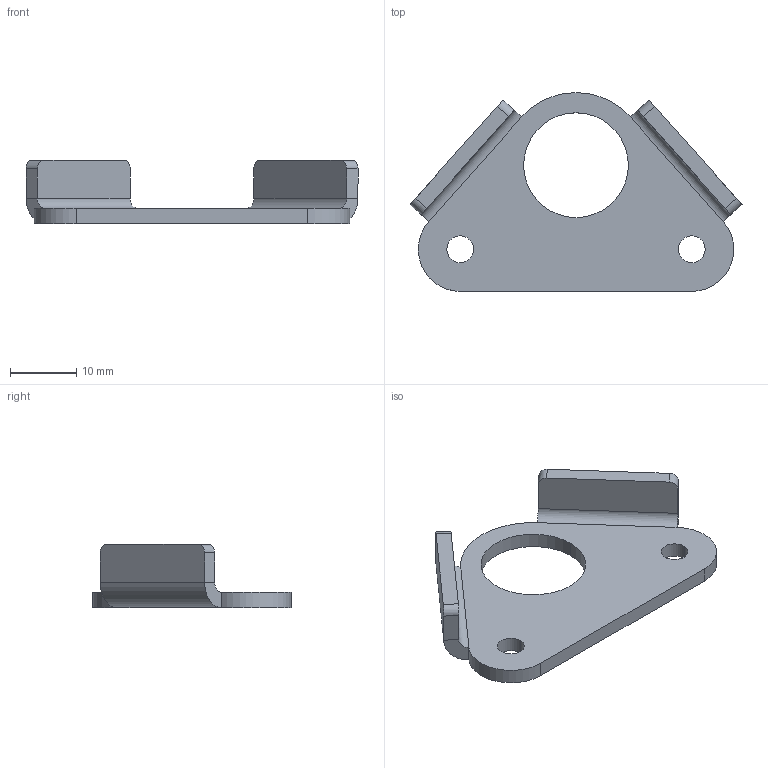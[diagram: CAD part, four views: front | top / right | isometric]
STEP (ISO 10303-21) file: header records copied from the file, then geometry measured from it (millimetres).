
FILE_DESCRIPTION (( 'STEP AP214' ), '1' );
FILE_NAME ('am-3045 Cylinder mount plate REV2.STEP', '2018-05-11T18:26:37', ( '' ), ( '' ), 'SwSTEP 2.0', 'SolidWorks 2017', '' );
FILE_SCHEMA (( 'AUTOMOTIVE_DESIGN' ));
Length unit declared in the file: inch
Products named in the file (1): am-3045 Cylinder mount plate REV2
Bounding box: 50.11 x 30.01 x 9.53 mm (x, y, z)
Volume: 2736.1 mm3; surface area: 2936.6 mm2
Topology: 1 solids, 1 shells, 35 faces, 83 edges, 50 vertices
Faces by surface type: cylinder 18, plane 17
Entity records: 1057 total; most frequent: DIRECTION 191, CARTESIAN_POINT 169, ORIENTED_EDGE 166, EDGE_CURVE 83, AXIS2_PLACEMENT_3D 72, VERTEX_POINT 50, LINE 47, VECTOR 47
